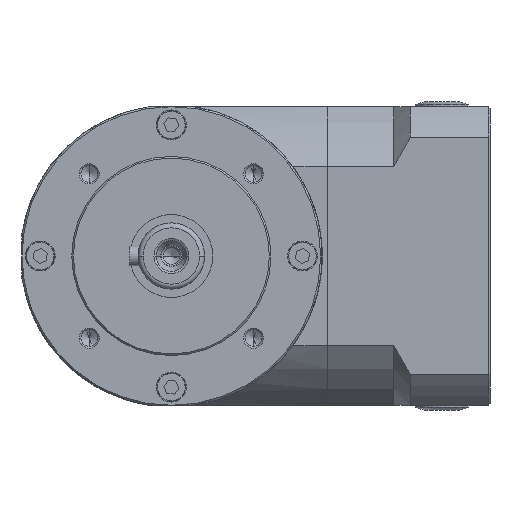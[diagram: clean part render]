
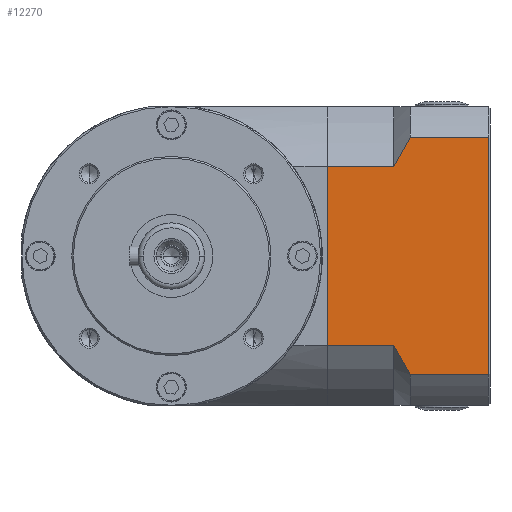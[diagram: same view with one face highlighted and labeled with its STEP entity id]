
A CAD part, left-side view. The second image highlights one B-rep face of the part: STEP entity #12270.
In plain terms, the highlighted planar face has unit normal (-1, 0, 0).
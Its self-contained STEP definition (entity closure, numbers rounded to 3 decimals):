
#30 = VERTEX_POINT ( 'NONE', #12990 ) ;
#254 = B_SPLINE_CURVE_WITH_KNOTS ( 'NONE', 3,
 ( #17186, #478, #7367, #11371 ),
 .UNSPECIFIED., .F., .F.,
 ( 4, 4 ),
 ( 0., 1. ),
 .UNSPECIFIED. ) ;
#478 = CARTESIAN_POINT ( 'NONE',  ( 3., -70.126, -32.785 ) ) ;
#747 = CARTESIAN_POINT ( 'NONE',  ( 3., -72., 35.795 ) ) ;
#878 = EDGE_CURVE ( 'NONE', #14949, #7413, #1028, .T. ) ;
#1028 = LINE ( 'NONE', #11086, #11824 ) ;
#1178 = ORIENTED_EDGE ( 'NONE', *, *, #10381, .F. ) ;
#1326 = CARTESIAN_POINT ( 'NONE',  ( 3., -96., -27.042 ) ) ;
#1896 = ORIENTED_EDGE ( 'NONE', *, *, #11572, .T. ) ;
#2032 = VECTOR ( 'NONE', #12317, 1000. ) ;
#3228 = LINE ( 'NONE', #10488, #6854 ) ;
#3947 = LINE ( 'NONE', #6740, #2032 ) ;
#4245 = CARTESIAN_POINT ( 'NONE',  ( 3., -96., 27.042 ) ) ;
#4634 = DIRECTION ( 'NONE',  ( 0., 0., 1. ) ) ;
#5082 = CARTESIAN_POINT ( 'NONE',  ( 3., -67., -27.042 ) ) ;
#5665 = EDGE_CURVE ( 'NONE', #14133, #6368, #15439, .T. ) ;
#5800 = VERTEX_POINT ( 'NONE', #5886 ) ;
#5854 = EDGE_CURVE ( 'NONE', #7413, #14133, #254, .T. ) ;
#5886 = CARTESIAN_POINT ( 'NONE',  ( 3., -47., 27.042 ) ) ;
#6225 = VECTOR ( 'NONE', #12395, 1000. ) ;
#6324 = CARTESIAN_POINT ( 'NONE',  ( 3., -47., -27.042 ) ) ;
#6368 = VERTEX_POINT ( 'NONE', #6324 ) ;
#6714 = DIRECTION ( 'NONE',  ( 0., 1., 0. ) ) ;
#6740 = CARTESIAN_POINT ( 'NONE',  ( 3., -96., 35.795 ) ) ;
#6748 = EDGE_CURVE ( 'NONE', #6368, #5800, #3228, .T. ) ;
#6854 = VECTOR ( 'NONE', #4634, 1000. ) ;
#6949 = DIRECTION ( 'NONE',  ( 0., -1., 0. ) ) ;
#7071 = EDGE_LOOP ( 'NONE', ( #16112, #1896, #8914, #17561, #1178, #16128, #10826, #16322 ) ) ;
#7367 = CARTESIAN_POINT ( 'NONE',  ( 3., -68.46, -29.876 ) ) ;
#7413 = VERTEX_POINT ( 'NONE', #18189 ) ;
#7479 = CARTESIAN_POINT ( 'NONE',  ( 3., -95.5, -38.123 ) ) ;
#7544 = AXIS2_PLACEMENT_3D ( 'NONE', #10793, #9393, #16609 ) ;
#7962 = EDGE_CURVE ( 'NONE', #30, #18373, #3947, .T. ) ;
#8914 = ORIENTED_EDGE ( 'NONE', *, *, #7962, .F. ) ;
#9084 = CARTESIAN_POINT ( 'NONE',  ( 3., -67., 27.042 ) ) ;
#9393 = DIRECTION ( 'NONE',  ( 1., 0., 0. ) ) ;
#10176 = LINE ( 'NONE', #7479, #16401 ) ;
#10381 = EDGE_CURVE ( 'NONE', #5800, #14012, #16852, .T. ) ;
#10488 = CARTESIAN_POINT ( 'NONE',  ( 3., -47., -38.123 ) ) ;
#10614 = CARTESIAN_POINT ( 'NONE',  ( 3., -67., 27.042 ) ) ;
#10793 = CARTESIAN_POINT ( 'NONE',  ( 3., -47., -38.123 ) ) ;
#10826 = ORIENTED_EDGE ( 'NONE', *, *, #5665, .F. ) ;
#10886 = PLANE ( 'NONE',  #7544 ) ;
#11086 = CARTESIAN_POINT ( 'NONE',  ( 3., -96., -35.795 ) ) ;
#11162 = FACE_OUTER_BOUND ( 'NONE', #7071, .T. ) ;
#11371 = CARTESIAN_POINT ( 'NONE',  ( 3., -67., -27.042 ) ) ;
#11475 = DIRECTION ( 'NONE',  ( 0., 0., 1. ) ) ;
#11572 = EDGE_CURVE ( 'NONE', #14949, #18373, #10176, .T. ) ;
#11824 = VECTOR ( 'NONE', #6714, 1000. ) ;
#12270 = ADVANCED_FACE ( 'NONE', ( #11162 ), #10886, .F. ) ;
#12280 = CARTESIAN_POINT ( 'NONE',  ( 3., -70.126, 32.785 ) ) ;
#12317 = DIRECTION ( 'NONE',  ( 0., -1., 0. ) ) ;
#12395 = DIRECTION ( 'NONE',  ( 0., 1., 0. ) ) ;
#12990 = CARTESIAN_POINT ( 'NONE',  ( 3., -72., 35.795 ) ) ;
#14012 = VERTEX_POINT ( 'NONE', #9084 ) ;
#14133 = VERTEX_POINT ( 'NONE', #5082 ) ;
#14151 = B_SPLINE_CURVE_WITH_KNOTS ( 'NONE', 3,
 ( #10614, #16240, #12280, #747 ),
 .UNSPECIFIED., .F., .F.,
 ( 4, 4 ),
 ( 0., 1. ),
 .UNSPECIFIED. ) ;
#14865 = VECTOR ( 'NONE', #6949, 1000. ) ;
#14949 = VERTEX_POINT ( 'NONE', #15924 ) ;
#15439 = LINE ( 'NONE', #1326, #6225 ) ;
#15637 = EDGE_CURVE ( 'NONE', #14012, #30, #14151, .T. ) ;
#15714 = CARTESIAN_POINT ( 'NONE',  ( 3., -95.5, 35.795 ) ) ;
#15924 = CARTESIAN_POINT ( 'NONE',  ( 3., -95.5, -35.795 ) ) ;
#16112 = ORIENTED_EDGE ( 'NONE', *, *, #878, .F. ) ;
#16128 = ORIENTED_EDGE ( 'NONE', *, *, #6748, .F. ) ;
#16240 = CARTESIAN_POINT ( 'NONE',  ( 3., -68.46, 29.876 ) ) ;
#16322 = ORIENTED_EDGE ( 'NONE', *, *, #5854, .F. ) ;
#16401 = VECTOR ( 'NONE', #11475, 1000. ) ;
#16609 = DIRECTION ( 'NONE',  ( 0., 1., 0. ) ) ;
#16852 = LINE ( 'NONE', #4245, #14865 ) ;
#17186 = CARTESIAN_POINT ( 'NONE',  ( 3., -72., -35.795 ) ) ;
#17561 = ORIENTED_EDGE ( 'NONE', *, *, #15637, .F. ) ;
#18189 = CARTESIAN_POINT ( 'NONE',  ( 3., -72., -35.795 ) ) ;
#18373 = VERTEX_POINT ( 'NONE', #15714 ) ;
